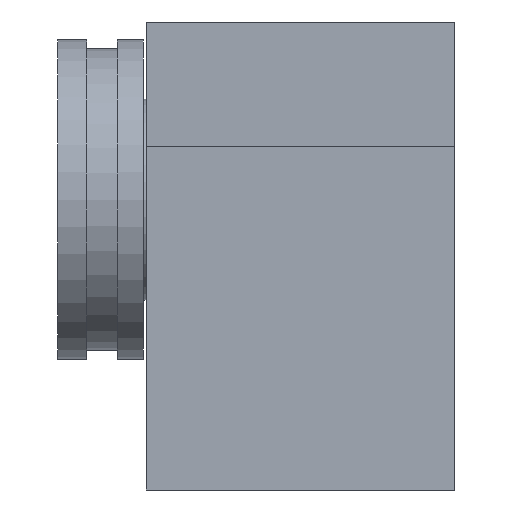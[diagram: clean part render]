
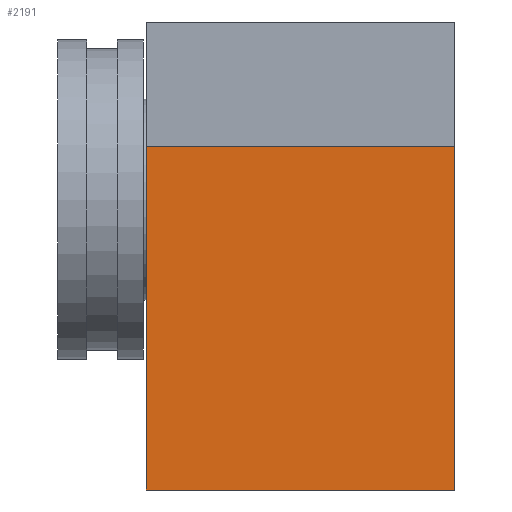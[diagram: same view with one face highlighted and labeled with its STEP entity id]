
A CAD part, left-side view. The second image highlights one B-rep face of the part: STEP entity #2191.
In plain terms, the highlighted planar face has unit normal (-1, 0, 0).
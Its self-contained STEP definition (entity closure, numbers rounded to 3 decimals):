
#98=PLANE('',#2521);
#252=FACE_OUTER_BOUND('',#374,.T.);
#374=EDGE_LOOP('',(#1945,#1946,#1947,#1948));
#707=LINE('',#3882,#852);
#708=LINE('',#3884,#853);
#709=LINE('',#3886,#854);
#710=LINE('',#3887,#855);
#852=VECTOR('',#3208,1000.);
#853=VECTOR('',#3209,1000.);
#854=VECTOR('',#3210,1000.);
#855=VECTOR('',#3211,1000.);
#1098=VERTEX_POINT('',#3880);
#1099=VERTEX_POINT('',#3881);
#1100=VERTEX_POINT('',#3883);
#1101=VERTEX_POINT('',#3885);
#1407=EDGE_CURVE('',#1098,#1099,#707,.T.);
#1408=EDGE_CURVE('',#1100,#1099,#708,.T.);
#1409=EDGE_CURVE('',#1101,#1100,#709,.T.);
#1410=EDGE_CURVE('',#1101,#1098,#710,.T.);
#1945=ORIENTED_EDGE('',*,*,#1407,.T.);
#1946=ORIENTED_EDGE('',*,*,#1408,.F.);
#1947=ORIENTED_EDGE('',*,*,#1409,.F.);
#1948=ORIENTED_EDGE('',*,*,#1410,.T.);
#2191=ADVANCED_FACE('',(#252),#98,.F.);
#2521=AXIS2_PLACEMENT_3D('',#3879,#3206,#3207);
#3206=DIRECTION('center_axis',(1.,0.,0.));
#3207=DIRECTION('ref_axis',(0.,0.,-1.));
#3208=DIRECTION('',(0.,0.,1.));
#3209=DIRECTION('',(0.,-1.,0.));
#3210=DIRECTION('',(0.,0.,1.));
#3211=DIRECTION('',(0.,-1.,0.));
#3879=CARTESIAN_POINT('Origin',(-88.,52.,0.));
#3880=CARTESIAN_POINT('',(-88.,0.,0.));
#3881=CARTESIAN_POINT('',(-88.,0.,58.));
#3882=CARTESIAN_POINT('',(-88.,0.,0.));
#3883=CARTESIAN_POINT('',(-88.,52.,58.));
#3884=CARTESIAN_POINT('',(-88.,52.,58.));
#3885=CARTESIAN_POINT('',(-88.,52.,0.));
#3886=CARTESIAN_POINT('',(-88.,52.,0.));
#3887=CARTESIAN_POINT('',(-88.,52.,0.));
